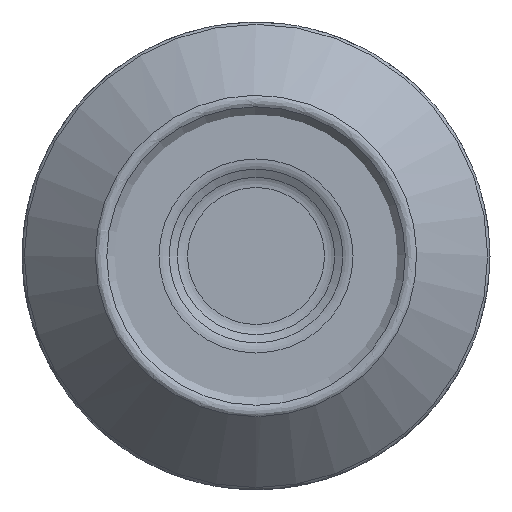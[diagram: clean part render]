
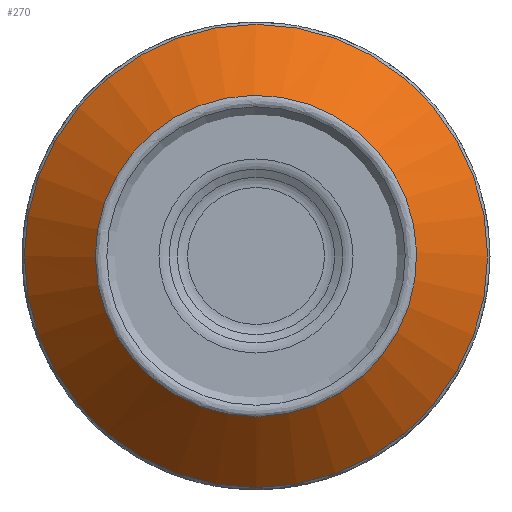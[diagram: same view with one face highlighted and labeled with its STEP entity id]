
A CAD part, left-side view. The second image highlights one B-rep face of the part: STEP entity #270.
In plain terms, the highlighted face is a revolution surface.
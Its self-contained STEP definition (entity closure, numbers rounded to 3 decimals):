
#24=LINE('',#688,#28);
#28=VECTOR('',#573,9.9);
#178=SURFACE_OF_REVOLUTION('',#24,#188);
#188=AXIS1_PLACEMENT('',#689,#574);
#238=FACE_BOUND('',#316,.T.);
#239=FACE_BOUND('',#317,.T.);
#270=ADVANCED_FACE('',(#238,#239),#178,.T.);
#316=EDGE_LOOP('',(#364));
#317=EDGE_LOOP('',(#365));
#364=ORIENTED_EDGE('',*,*,#420,.F.);
#365=ORIENTED_EDGE('',*,*,#418,.T.);
#394=VERTEX_POINT('',#681);
#396=VERTEX_POINT('',#687);
#418=EDGE_CURVE('',#394,#394,#442,.T.);
#420=EDGE_CURVE('',#396,#396,#445,.T.);
#442=CIRCLE('',#486,15.792);
#445=CIRCLE('',#489,22.766);
#486=AXIS2_PLACEMENT_3D('',#680,#564,#565);
#489=AXIS2_PLACEMENT_3D('',#686,#571,#572);
#564=DIRECTION('',(1.,0.,0.));
#565=DIRECTION('',(0.,0.,-1.));
#571=DIRECTION('',(1.,0.,0.));
#572=DIRECTION('',(0.,0.,-1.));
#573=DIRECTION('',(0.707,-0.705,-0.049));
#574=DIRECTION('',(1.,0.,0.));
#680=CARTESIAN_POINT('',(0.234,0.,0.));
#681=CARTESIAN_POINT('',(0.234,0.,-15.792));
#686=CARTESIAN_POINT('',(7.235,0.,0.));
#687=CARTESIAN_POINT('',(7.235,0.,-22.766));
#688=CARTESIAN_POINT('',(0.234,-15.783,0.528));
#689=CARTESIAN_POINT('',(0.,0.,0.));
